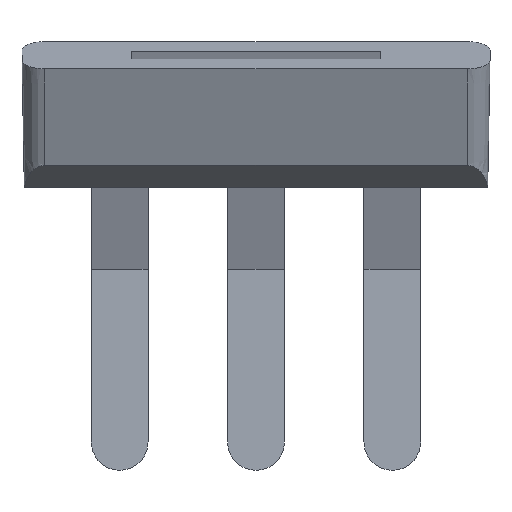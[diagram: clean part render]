
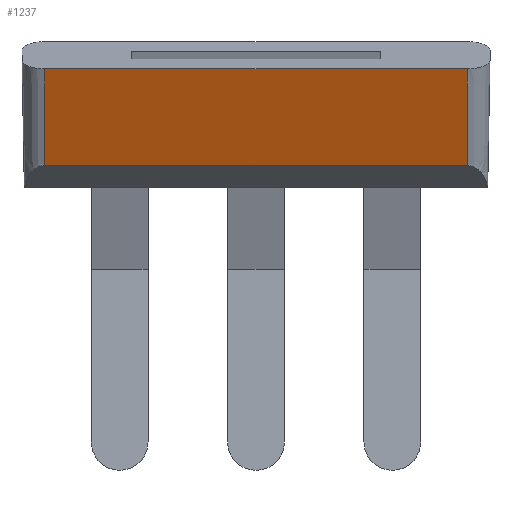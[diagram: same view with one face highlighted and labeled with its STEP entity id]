
A CAD part, front view. The second image highlights one B-rep face of the part: STEP entity #1237.
In plain terms, the highlighted planar face has unit normal (0, -0.921, -0.39).
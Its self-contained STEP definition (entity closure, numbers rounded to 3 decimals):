
#1217=AXIS2_PLACEMENT_3D('Plane Axis2P3D',#1214,#1215,#1216) ;
#832=CARTESIAN_POINT('Vertex',(0.999,0.,17.667)) ;
#835=CARTESIAN_POINT('Line Origine',(10.299,0.,17.667)) ;
#839=CARTESIAN_POINT('Vertex',(19.599,0.,17.667)) ;
#1177=CARTESIAN_POINT('Line Origine',(0.999,1.17,14.904)) ;
#1181=CARTESIAN_POINT('Vertex',(0.999,1.8,13.417)) ;
#1214=CARTESIAN_POINT('Axis2P3D Location',(10.299,2.34,12.141)) ;
#1219=CARTESIAN_POINT('Line Origine',(10.299,1.8,13.417)) ;
#1223=CARTESIAN_POINT('Vertex',(19.599,1.8,13.417)) ;
#1226=CARTESIAN_POINT('Line Origine',(19.599,1.17,14.904)) ;
#836=DIRECTION('Vector Direction',(-1.,0.,0.)) ;
#1178=DIRECTION('Vector Direction',(0.,-0.39,0.921)) ;
#1215=DIRECTION('Axis2P3D Direction',(0.,0.921,0.39)) ;
#1216=DIRECTION('Axis2P3D XDirection',(-1.,0.,0.)) ;
#1220=DIRECTION('Vector Direction',(-1.,0.,0.)) ;
#1227=DIRECTION('Vector Direction',(0.,-0.39,0.921)) ;
#837=VECTOR('Line Direction',#836,1.) ;
#1179=VECTOR('Line Direction',#1178,1.) ;
#1221=VECTOR('Line Direction',#1220,1.) ;
#1228=VECTOR('Line Direction',#1227,1.) ;
#1232=ORIENTED_EDGE('',*,*,#1225,.F.) ;
#1233=ORIENTED_EDGE('',*,*,#1230,.F.) ;
#1234=ORIENTED_EDGE('',*,*,#841,.F.) ;
#1235=ORIENTED_EDGE('',*,*,#1183,.T.) ;
#1237=ADVANCED_FACE('Hauptk\X2\00F6\X0\rper',(#1236),#1218,.F.) ;
#841=EDGE_CURVE('',#833,#840,#838,.F.) ;
#1183=EDGE_CURVE('',#833,#1182,#1180,.F.) ;
#1225=EDGE_CURVE('',#1224,#1182,#1222,.T.) ;
#1230=EDGE_CURVE('',#840,#1224,#1229,.F.) ;
#1231=EDGE_LOOP('',(#1232,#1233,#1234,#1235)) ;
#1236=FACE_OUTER_BOUND('',#1231,.T.) ;
#838=LINE('Line',#835,#837) ;
#1180=LINE('Line',#1177,#1179) ;
#1222=LINE('Line',#1219,#1221) ;
#1229=LINE('Line',#1226,#1228) ;
#1218=PLANE('',#1217) ;
#833=VERTEX_POINT('',#832) ;
#840=VERTEX_POINT('',#839) ;
#1182=VERTEX_POINT('',#1181) ;
#1224=VERTEX_POINT('',#1223) ;
